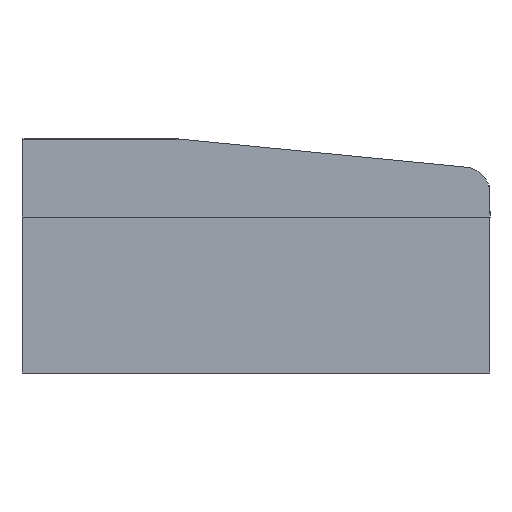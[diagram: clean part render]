
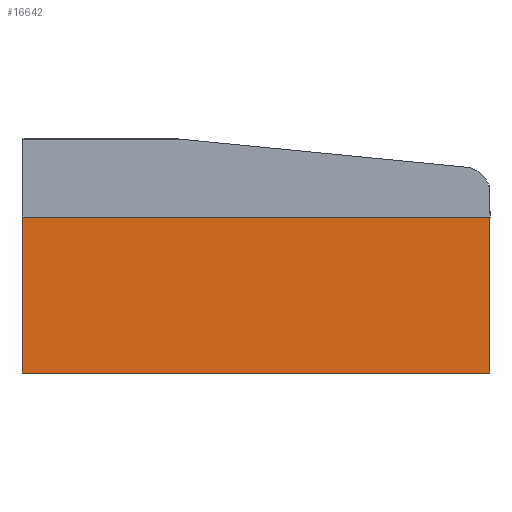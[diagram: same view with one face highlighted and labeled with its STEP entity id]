
A CAD part, left-side view. The second image highlights one B-rep face of the part: STEP entity #16642.
In plain terms, the highlighted planar face has unit normal (-1, 0, 0).
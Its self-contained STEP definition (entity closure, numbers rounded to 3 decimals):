
#124 = LINE ( 'NONE', #8709, #14955 ) ;
#1058 = DIRECTION ( 'NONE',  ( 0., 0., 1. ) ) ;
#1227 = DIRECTION ( 'NONE',  ( 0., 0., 1. ) ) ;
#1808 = EDGE_CURVE ( 'NONE', #16123, #3815, #124, .T. ) ;
#2579 = EDGE_LOOP ( 'NONE', ( #12175, #4030, #16303, #12603 ) ) ;
#3355 = VECTOR ( 'NONE', #4348, 1000. ) ;
#3720 = AXIS2_PLACEMENT_3D ( 'NONE', #12883, #5556, #1058 ) ;
#3815 = VERTEX_POINT ( 'NONE', #8631 ) ;
#3906 = EDGE_CURVE ( 'NONE', #9929, #12234, #8264, .T. ) ;
#4030 = ORIENTED_EDGE ( 'NONE', *, *, #1808, .F. ) ;
#4348 = DIRECTION ( 'NONE',  ( 0., 1., 0. ) ) ;
#5556 = DIRECTION ( 'NONE',  ( -1., 0., 0. ) ) ;
#6831 = CARTESIAN_POINT ( 'NONE',  ( 0., 300., 0. ) ) ;
#7062 = FACE_OUTER_BOUND ( 'NONE', #2579, .T. ) ;
#7256 = CARTESIAN_POINT ( 'NONE',  ( 0., 0., 100. ) ) ;
#8264 = LINE ( 'NONE', #17124, #10741 ) ;
#8631 = CARTESIAN_POINT ( 'NONE',  ( 0., 300., 100. ) ) ;
#8709 = CARTESIAN_POINT ( 'NONE',  ( 0., 300., 0. ) ) ;
#9075 = LINE ( 'NONE', #14820, #3355 ) ;
#9386 = CARTESIAN_POINT ( 'NONE',  ( 0., 0., 0. ) ) ;
#9929 = VERTEX_POINT ( 'NONE', #9386 ) ;
#10004 = PLANE ( 'NONE',  #3720 ) ;
#10741 = VECTOR ( 'NONE', #1227, 1000. ) ;
#12103 = CARTESIAN_POINT ( 'NONE',  ( 0., 0., 100. ) ) ;
#12175 = ORIENTED_EDGE ( 'NONE', *, *, #16795, .T. ) ;
#12200 = VECTOR ( 'NONE', #13070, 1000. ) ;
#12234 = VERTEX_POINT ( 'NONE', #12103 ) ;
#12603 = ORIENTED_EDGE ( 'NONE', *, *, #3906, .T. ) ;
#12883 = CARTESIAN_POINT ( 'NONE',  ( 0., 0., 0. ) ) ;
#13070 = DIRECTION ( 'NONE',  ( 0., 1., 0. ) ) ;
#14685 = LINE ( 'NONE', #7256, #12200 ) ;
#14820 = CARTESIAN_POINT ( 'NONE',  ( 0., 0., 0. ) ) ;
#14955 = VECTOR ( 'NONE', #16070, 1000. ) ;
#15288 = EDGE_CURVE ( 'NONE', #9929, #16123, #9075, .T. ) ;
#16070 = DIRECTION ( 'NONE',  ( 0., 0., 1. ) ) ;
#16123 = VERTEX_POINT ( 'NONE', #6831 ) ;
#16303 = ORIENTED_EDGE ( 'NONE', *, *, #15288, .F. ) ;
#16642 = ADVANCED_FACE ( 'NONE', ( #7062 ), #10004, .T. ) ;
#16795 = EDGE_CURVE ( 'NONE', #12234, #3815, #14685, .T. ) ;
#17124 = CARTESIAN_POINT ( 'NONE',  ( 0., 0., 0. ) ) ;
